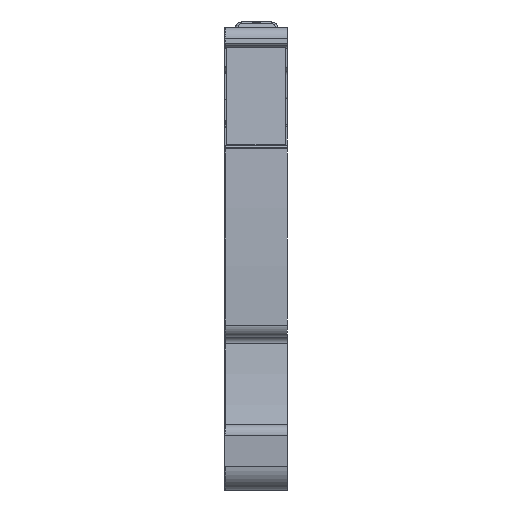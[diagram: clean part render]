
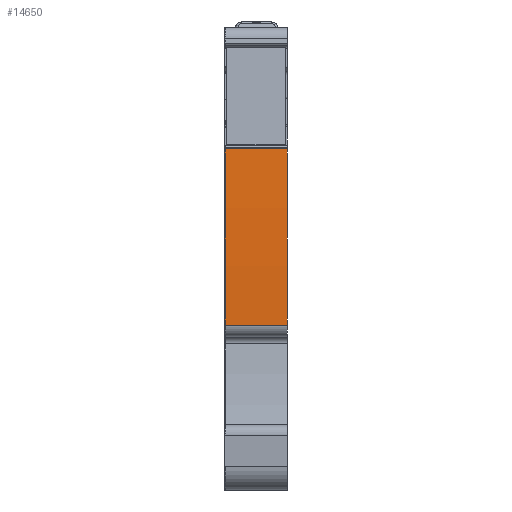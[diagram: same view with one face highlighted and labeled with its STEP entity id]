
A CAD part, front view. The second image highlights one B-rep face of the part: STEP entity #14650.
In plain terms, the highlighted cylindrical face has radius 154.9 mm (diameter 309.8 mm), a partial arc.
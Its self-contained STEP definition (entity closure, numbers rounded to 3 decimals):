
#13934=AXIS2_PLACEMENT_3D('Cylinder Axis2P3D',#13931,#13932,#13933) ;
#14636=AXIS2_PLACEMENT_3D('Circle Axis2P3D',#14634,#14635,$) ;
#14641=AXIS2_PLACEMENT_3D('Circle Axis2P3D',#14639,#14640,$) ;
#13931=CARTESIAN_POINT('Axis2P3D Location',(2.55,156.337,17.05)) ;
#14590=CARTESIAN_POINT('Line Origine',(2.55,1.807,27.764)) ;
#14594=CARTESIAN_POINT('Vertex',(0.05,1.807,27.764)) ;
#14596=CARTESIAN_POINT('Vertex',(5.1,1.807,27.764)) ;
#14625=CARTESIAN_POINT('Line Origine',(2.55,1.479,13.427)) ;
#14629=CARTESIAN_POINT('Vertex',(0.05,1.479,13.427)) ;
#14631=CARTESIAN_POINT('Vertex',(5.1,1.479,13.427)) ;
#14634=CARTESIAN_POINT('Axis2P3D Location',(5.1,156.337,17.05)) ;
#14639=CARTESIAN_POINT('Axis2P3D Location',(0.05,156.337,17.05)) ;
#13932=DIRECTION('Axis2P3D Direction',(1.,0.,0.)) ;
#13933=DIRECTION('Axis2P3D XDirection',(0.,-0.992,0.127)) ;
#14591=DIRECTION('Vector Direction',(1.,0.,0.)) ;
#14626=DIRECTION('Vector Direction',(1.,0.,0.)) ;
#14635=DIRECTION('Axis2P3D Direction',(1.,0.,0.)) ;
#14640=DIRECTION('Axis2P3D Direction',(1.,0.,0.)) ;
#14592=VECTOR('Line Direction',#14591,1.) ;
#14627=VECTOR('Line Direction',#14626,1.) ;
#14645=ORIENTED_EDGE('',*,*,#14633,.T.) ;
#14646=ORIENTED_EDGE('',*,*,#14638,.F.) ;
#14647=ORIENTED_EDGE('',*,*,#14598,.F.) ;
#14648=ORIENTED_EDGE('',*,*,#14643,.F.) ;
#14650=ADVANCED_FACE('Hauptk\X2\00F6\X0\rper',(#14649),#13935,.T.) ;
#14637=CIRCLE('generated circle',#14636,154.9) ;
#14642=CIRCLE('generated circle',#14641,154.9) ;
#13935=CYLINDRICAL_SURFACE('generated cylinder',#13934,154.9) ;
#14598=EDGE_CURVE('',#14595,#14597,#14593,.T.) ;
#14633=EDGE_CURVE('',#14630,#14632,#14628,.T.) ;
#14638=EDGE_CURVE('',#14597,#14632,#14637,.T.) ;
#14643=EDGE_CURVE('',#14630,#14595,#14642,.F.) ;
#14644=EDGE_LOOP('',(#14645,#14646,#14647,#14648)) ;
#14649=FACE_OUTER_BOUND('',#14644,.T.) ;
#14593=LINE('Line',#14590,#14592) ;
#14628=LINE('Line',#14625,#14627) ;
#14595=VERTEX_POINT('',#14594) ;
#14597=VERTEX_POINT('',#14596) ;
#14630=VERTEX_POINT('',#14629) ;
#14632=VERTEX_POINT('',#14631) ;
